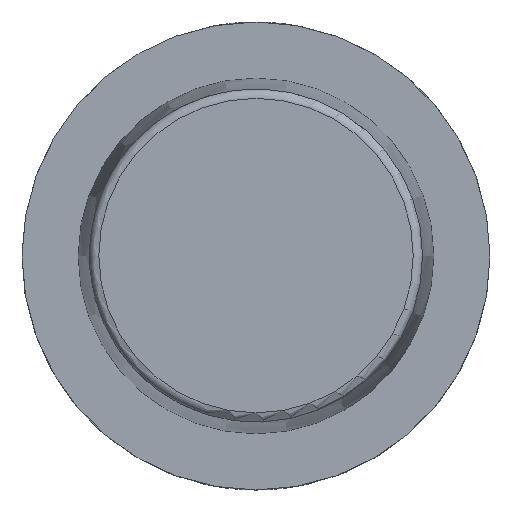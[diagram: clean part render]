
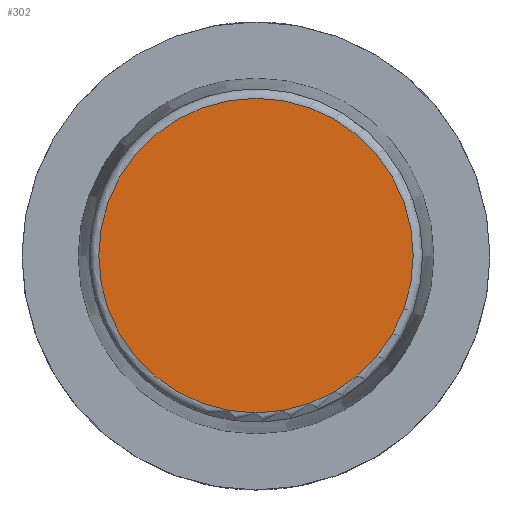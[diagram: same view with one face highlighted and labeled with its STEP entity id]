
A CAD part, top view. The second image highlights one B-rep face of the part: STEP entity #302.
In plain terms, the highlighted planar face has unit normal (0, 0, 1).
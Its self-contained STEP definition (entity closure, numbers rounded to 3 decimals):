
#118=FACE_OUTER_BOUND('',#430,.T.);
#302=ADVANCED_FACE('',(#118),#325,.F.);
#325=PLANE('',#1099);
#430=EDGE_LOOP('',(#688));
#688=ORIENTED_EDGE('',*,*,#914,.F.);
#785=VERTEX_POINT('',#1930);
#914=EDGE_CURVE('',#785,#785,#964,.T.);
#964=CIRCLE('',#1098,33.599);
#1098=AXIS2_PLACEMENT_3D('',#1929,#1363,#1364);
#1099=AXIS2_PLACEMENT_3D('',#1931,#1365,#1366);
#1363=DIRECTION('',(0.,0.,-1.));
#1364=DIRECTION('',(1.,0.,0.));
#1365=DIRECTION('',(0.,0.,-1.));
#1366=DIRECTION('',(1.,0.,0.));
#1929=CARTESIAN_POINT('',(0.,0.,50.));
#1930=CARTESIAN_POINT('',(33.599,0.,50.));
#1931=CARTESIAN_POINT('',(0.,0.,50.));
